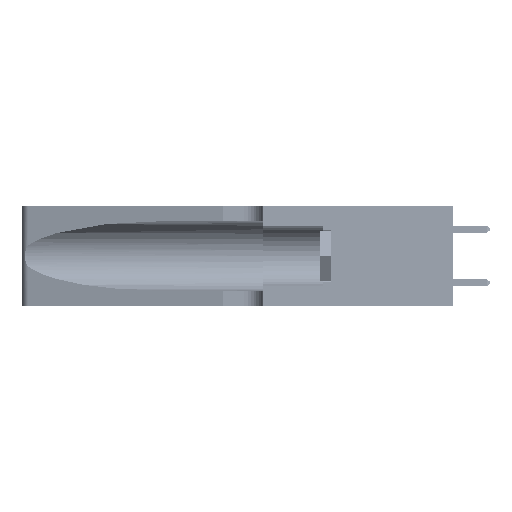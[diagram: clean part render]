
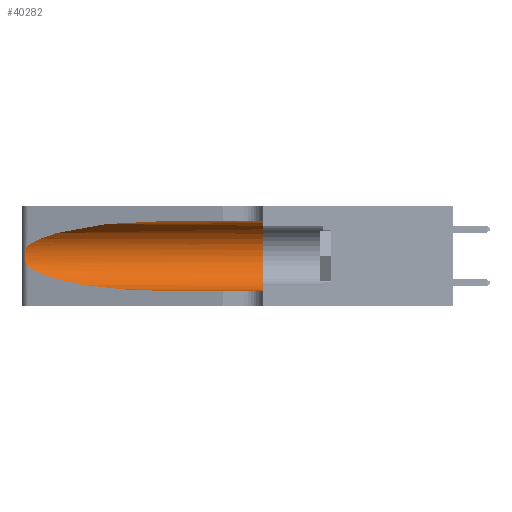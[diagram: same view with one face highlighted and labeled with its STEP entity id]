
A CAD part, left-side view. The second image highlights one B-rep face of the part: STEP entity #40282.
In plain terms, the highlighted cylindrical face has radius 3.308 mm (diameter 6.617 mm), a partial arc.
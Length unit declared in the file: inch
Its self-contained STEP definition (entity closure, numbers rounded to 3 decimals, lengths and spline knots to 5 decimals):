
#1287 = CARTESIAN_POINT ( 'NONE',  ( 0.25639, 1.23186, 0.15144 ) ) ;
#1468 = CARTESIAN_POINT ( 'NONE',  ( 0.25787, 1.23484, 0.2124 ) ) ;
#1643 = CARTESIAN_POINT ( 'NONE',  ( 0.1305, 0.35, 0.31525 ) ) ;
#2013 = CARTESIAN_POINT ( 'NONE',  ( 0.25555, 1.22994, 0.2215 ) ) ;
#3676 = CARTESIAN_POINT ( 'NONE',  ( 0.1305, 0.35, 0.05475 ) ) ;
#4416 = EDGE_CURVE ( 'NONE', #12720, #41027, #36784, .T. ) ;
#5585 = CARTESIAN_POINT ( 'NONE',  ( 0.1305, 0.72297, 0.05475 ) ) ;
#5677 =( BOUNDED_CURVE ( )  B_SPLINE_CURVE ( 3, ( #5933, #52033, #39468, #5585 ),
 .UNSPECIFIED., .F., .F. ) 
 B_SPLINE_CURVE_WITH_KNOTS ( ( 4, 4 ),
 ( 3.44316, 4.71239 ),
 .UNSPECIFIED. ) 
 CURVE ( )  GEOMETRIC_REPRESENTATION_ITEM ( )  RATIONAL_B_SPLINE_CURVE ( ( 1., 0.87, 0.87, 1. ) ) 
 REPRESENTATION_ITEM ( '' )  );
#5933 = CARTESIAN_POINT ( 'NONE',  ( 0.25487, 1.22718, 0.14631 ) ) ;
#8774 = CYLINDRICAL_SURFACE ( 'NONE', #39869, 0.13025 ) ;
#9872 = CARTESIAN_POINT ( 'NONE',  ( 0.26018, 1.23835, 0.19895 ) ) ;
#12100 = CARTESIAN_POINT ( 'NONE',  ( 0.2373, 1.15595, 0.28018 ) ) ;
#12148 = ORIENTED_EDGE ( 'NONE', *, *, #22106, .T. ) ;
#12720 = VERTEX_POINT ( 'NONE', #39961 ) ;
#14142 = VERTEX_POINT ( 'NONE', #32846 ) ;
#15366 =( BOUNDED_CURVE ( )  B_SPLINE_CURVE ( 3, ( #16474, #28760, #12100, #24366 ),
 .UNSPECIFIED., .F., .F. ) 
 B_SPLINE_CURVE_WITH_KNOTS ( ( 4, 4 ),
 ( 1.5708, 2.84003 ),
 .UNSPECIFIED. ) 
 CURVE ( )  GEOMETRIC_REPRESENTATION_ITEM ( )  RATIONAL_B_SPLINE_CURVE ( ( 1., 0.87, 0.87, 1. ) ) 
 REPRESENTATION_ITEM ( '' )  );
#16108 = ORIENTED_EDGE ( 'NONE', *, *, #20441, .T. ) ;
#16474 = CARTESIAN_POINT ( 'NONE',  ( 0.1305, 0.72297, 0.31525 ) ) ;
#16629 = FACE_OUTER_BOUND ( 'NONE', #35378, .T. ) ;
#16891 = AXIS2_PLACEMENT_3D ( 'NONE', #45056, #20150, #41065 ) ;
#18427 = CARTESIAN_POINT ( 'NONE',  ( 0.26075, 1.23896, 0.19203 ) ) ;
#20150 = DIRECTION ( 'NONE',  ( 0., 1., 0. ) ) ;
#20441 = EDGE_CURVE ( 'NONE', #23689, #30648, #15366, .T. ) ;
#22106 = EDGE_CURVE ( 'NONE', #14142, #12720, #5677, .T. ) ;
#22116 = CARTESIAN_POINT ( 'NONE',  ( 0.25639, 1.23184, 0.21858 ) ) ;
#23122 = CARTESIAN_POINT ( 'NONE',  ( 0.1305, 1.61858, 0.05475 ) ) ;
#23689 = VERTEX_POINT ( 'NONE', #24157 ) ;
#24157 = CARTESIAN_POINT ( 'NONE',  ( 0.1305, 0.72297, 0.31525 ) ) ;
#24366 = CARTESIAN_POINT ( 'NONE',  ( 0.25487, 1.22718, 0.22369 ) ) ;
#25606 = VECTOR ( 'NONE', #35451, 39.37008 ) ;
#26898 = CARTESIAN_POINT ( 'NONE',  ( 0.26017, 1.23833, 0.17102 ) ) ;
#27092 = ORIENTED_EDGE ( 'NONE', *, *, #35499, .F. ) ;
#27160 = DIRECTION ( 'NONE',  ( 0., 0., -1. ) ) ;
#28760 = CARTESIAN_POINT ( 'NONE',  ( 0.18966, 0.96281, 0.31525 ) ) ;
#30131 = VERTEX_POINT ( 'NONE', #1643 ) ;
#30648 = VERTEX_POINT ( 'NONE', #37852 ) ;
#32826 = DIRECTION ( 'NONE',  ( 0., -1., 0. ) ) ;
#32846 = CARTESIAN_POINT ( 'NONE',  ( 0.25487, 1.22718, 0.14631 ) ) ;
#33165 = CARTESIAN_POINT ( 'NONE',  ( 0.1305, 1.61858, 0.31525 ) ) ;
#33492 = LINE ( 'NONE', #33165, #51810 ) ;
#34981 = CARTESIAN_POINT ( 'NONE',  ( 0.25856, 1.23593, 0.16098 ) ) ;
#35378 = EDGE_LOOP ( 'NONE', ( #16108, #44284, #12148, #50286, #41283, #27092 ) ) ;
#35411 = EDGE_CURVE ( 'NONE', #30131, #41027, #40718, .T. ) ;
#35451 = DIRECTION ( 'NONE',  ( 0., -1., 0. ) ) ;
#35499 = EDGE_CURVE ( 'NONE', #23689, #30131, #33492, .T. ) ;
#36784 = LINE ( 'NONE', #23122, #25606 ) ;
#37852 = CARTESIAN_POINT ( 'NONE',  ( 0.25487, 1.22718, 0.22369 ) ) ;
#39468 = CARTESIAN_POINT ( 'NONE',  ( 0.18966, 0.96281, 0.05475 ) ) ;
#39869 = AXIS2_PLACEMENT_3D ( 'NONE', #48567, #32826, #27160 ) ;
#39961 = CARTESIAN_POINT ( 'NONE',  ( 0.1305, 0.72297, 0.05475 ) ) ;
#40282 = ADVANCED_FACE ( 'NONE', ( #16629 ), #8774, .F. ) ;
#40718 = CIRCLE ( 'NONE', #16891, 0.13025 ) ;
#41027 = VERTEX_POINT ( 'NONE', #3676 ) ;
#41065 = DIRECTION ( 'NONE',  ( 0., 0., 1. ) ) ;
#41283 = ORIENTED_EDGE ( 'NONE', *, *, #35411, .F. ) ;
#43548 = CARTESIAN_POINT ( 'NONE',  ( 0.25854, 1.2359, 0.20912 ) ) ;
#43900 = B_SPLINE_CURVE_WITH_KNOTS ( 'NONE', 3,
 ( #47943, #2013, #22116, #1468, #43548, #9872, #18427, #51940, #26898, #34981, #51765, #1287, #52124, #47391 ),
 .UNSPECIFIED., .F., .F.,
 ( 4, 2, 2, 2, 2, 2, 4 ),
 ( 0., 0.00027, 0.00053, 0.00107, 0.0016, 0.00187, 0.00214 ),
 .UNSPECIFIED. ) ;
#44284 = ORIENTED_EDGE ( 'NONE', *, *, #46037, .T. ) ;
#45056 = CARTESIAN_POINT ( 'NONE',  ( 0.1305, 0.35, 0.185 ) ) ;
#45977 = DIRECTION ( 'NONE',  ( 0., -1., 0. ) ) ;
#46037 = EDGE_CURVE ( 'NONE', #30648, #14142, #43900, .T. ) ;
#47391 = CARTESIAN_POINT ( 'NONE',  ( 0.25487, 1.22718, 0.14631 ) ) ;
#47943 = CARTESIAN_POINT ( 'NONE',  ( 0.25487, 1.22718, 0.22369 ) ) ;
#48567 = CARTESIAN_POINT ( 'NONE',  ( 0.1305, 1.61858, 0.185 ) ) ;
#50286 = ORIENTED_EDGE ( 'NONE', *, *, #4416, .T. ) ;
#51765 = CARTESIAN_POINT ( 'NONE',  ( 0.25789, 1.23486, 0.15765 ) ) ;
#51810 = VECTOR ( 'NONE', #45977, 39.37008 ) ;
#51940 = CARTESIAN_POINT ( 'NONE',  ( 0.26075, 1.23896, 0.178 ) ) ;
#52033 = CARTESIAN_POINT ( 'NONE',  ( 0.2373, 1.15595, 0.08982 ) ) ;
#52124 = CARTESIAN_POINT ( 'NONE',  ( 0.25555, 1.22993, 0.14849 ) ) ;
